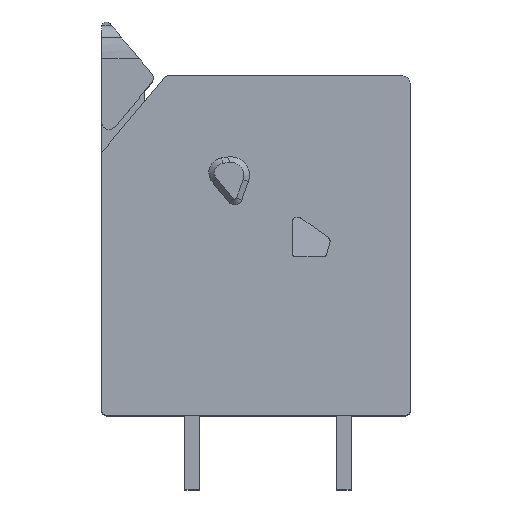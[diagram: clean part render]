
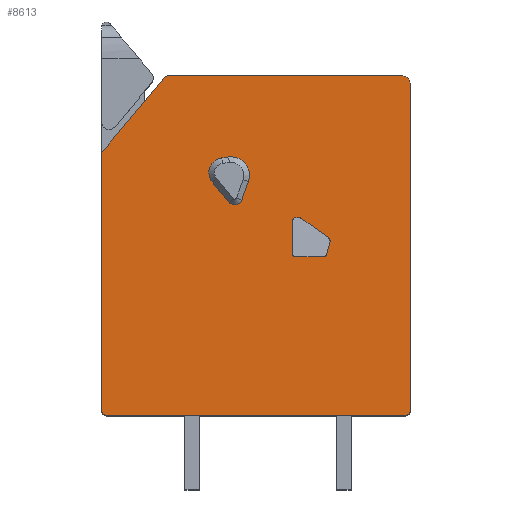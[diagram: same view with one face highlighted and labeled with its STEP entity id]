
A CAD part, top view. The second image highlights one B-rep face of the part: STEP entity #8613.
In plain terms, the highlighted planar face has unit normal (0, 0, 1).
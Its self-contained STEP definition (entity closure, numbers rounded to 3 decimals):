
#103=PLANE('',#9113);
#304=CIRCLE('',#8921,0.3);
#346=CIRCLE('',#9002,0.3);
#390=CIRCLE('',#9074,0.3);
#391=CIRCLE('',#9077,0.3);
#393=CIRCLE('',#9081,0.5);
#422=CIRCLE('',#9112,0.3);
#423=CIRCLE('',#9114,0.2);
#424=CIRCLE('',#9115,0.2);
#425=CIRCLE('',#9116,0.3);
#426=CIRCLE('',#9117,0.3);
#427=CIRCLE('',#9118,1.);
#428=CIRCLE('',#9119,0.4);
#429=CIRCLE('',#9120,0.8);
#1052=ORIENTED_EDGE('',*,*,#2839,.F.);
#1053=ORIENTED_EDGE('',*,*,#2840,.F.);
#1054=ORIENTED_EDGE('',*,*,#2841,.F.);
#1055=ORIENTED_EDGE('',*,*,#2842,.F.);
#1056=ORIENTED_EDGE('',*,*,#2418,.F.);
#1057=ORIENTED_EDGE('',*,*,#2843,.T.);
#1058=ORIENTED_EDGE('',*,*,#2844,.F.);
#1059=ORIENTED_EDGE('',*,*,#2845,.F.);
#1060=ORIENTED_EDGE('',*,*,#2846,.F.);
#1061=ORIENTED_EDGE('',*,*,#2847,.F.);
#1062=ORIENTED_EDGE('',*,*,#2848,.F.);
#1063=ORIENTED_EDGE('',*,*,#2849,.F.);
#1064=ORIENTED_EDGE('',*,*,#2850,.F.);
#1065=ORIENTED_EDGE('',*,*,#2851,.F.);
#1066=ORIENTED_EDGE('',*,*,#2852,.F.);
#1067=ORIENTED_EDGE('',*,*,#2853,.F.);
#1068=ORIENTED_EDGE('',*,*,#2561,.T.);
#1069=ORIENTED_EDGE('',*,*,#2595,.T.);
#1070=ORIENTED_EDGE('',*,*,#2747,.T.);
#1071=ORIENTED_EDGE('',*,*,#2756,.T.);
#1072=ORIENTED_EDGE('',*,*,#2758,.T.);
#1073=ORIENTED_EDGE('',*,*,#2772,.T.);
#1074=ORIENTED_EDGE('',*,*,#2776,.T.);
#1075=ORIENTED_EDGE('',*,*,#2836,.T.);
#1076=ORIENTED_EDGE('',*,*,#2838,.T.);
#1077=ORIENTED_EDGE('',*,*,#2604,.T.);
#2418=EDGE_CURVE('',#3342,#3340,#304,.T.);
#2561=EDGE_CURVE('',#3471,#3470,#346,.T.);
#2595=EDGE_CURVE('',#3470,#3502,#4029,.T.);
#2604=EDGE_CURVE('',#3509,#3471,#4037,.T.);
#2747=EDGE_CURVE('',#3502,#3633,#390,.T.);
#2756=EDGE_CURVE('',#3633,#3637,#4139,.T.);
#2758=EDGE_CURVE('',#3637,#3638,#391,.T.);
#2772=EDGE_CURVE('',#3638,#3646,#4152,.T.);
#2776=EDGE_CURVE('',#3646,#3648,#393,.T.);
#2836=EDGE_CURVE('',#3648,#3707,#4186,.T.);
#2838=EDGE_CURVE('',#3707,#3509,#422,.T.);
#2839=EDGE_CURVE('',#3708,#3709,#423,.T.);
#2840=EDGE_CURVE('',#3710,#3708,#4187,.T.);
#2841=EDGE_CURVE('',#3711,#3710,#424,.T.);
#2842=EDGE_CURVE('',#3340,#3711,#4188,.T.);
#2843=EDGE_CURVE('',#3342,#3712,#4189,.T.);
#2844=EDGE_CURVE('',#3713,#3712,#425,.T.);
#2845=EDGE_CURVE('',#3714,#3713,#4190,.T.);
#2846=EDGE_CURVE('',#3715,#3714,#426,.T.);
#2847=EDGE_CURVE('',#3709,#3715,#4191,.T.);
#2848=EDGE_CURVE('',#3716,#3717,#4192,.T.);
#2849=EDGE_CURVE('',#3718,#3716,#427,.T.);
#2850=EDGE_CURVE('',#3719,#3718,#4193,.T.);
#2851=EDGE_CURVE('',#3720,#3719,#428,.T.);
#2852=EDGE_CURVE('',#3721,#3720,#4194,.T.);
#2853=EDGE_CURVE('',#3717,#3721,#429,.T.);
#3340=VERTEX_POINT('',#11407);
#3342=VERTEX_POINT('',#11411);
#3470=VERTEX_POINT('',#11739);
#3471=VERTEX_POINT('',#11741);
#3502=VERTEX_POINT('',#11806);
#3509=VERTEX_POINT('',#11824);
#3633=VERTEX_POINT('',#12170);
#3637=VERTEX_POINT('',#12184);
#3638=VERTEX_POINT('',#12188);
#3646=VERTEX_POINT('',#12223);
#3648=VERTEX_POINT('',#12236);
#3707=VERTEX_POINT('',#12356);
#3708=VERTEX_POINT('',#12363);
#3709=VERTEX_POINT('',#12364);
#3710=VERTEX_POINT('',#12366);
#3711=VERTEX_POINT('',#12368);
#3712=VERTEX_POINT('',#12371);
#3713=VERTEX_POINT('',#12373);
#3714=VERTEX_POINT('',#12375);
#3715=VERTEX_POINT('',#12377);
#3716=VERTEX_POINT('',#12380);
#3717=VERTEX_POINT('',#12381);
#3718=VERTEX_POINT('',#12383);
#3719=VERTEX_POINT('',#12385);
#3720=VERTEX_POINT('',#12387);
#3721=VERTEX_POINT('',#12389);
#4029=LINE('',#11807,#4651);
#4037=LINE('',#11823,#4659);
#4139=LINE('',#12185,#4761);
#4152=LINE('',#12224,#4774);
#4186=LINE('',#12357,#4808);
#4187=LINE('',#12365,#4809);
#4188=LINE('',#12369,#4810);
#4189=LINE('',#12370,#4811);
#4190=LINE('',#12374,#4812);
#4191=LINE('',#12378,#4813);
#4192=LINE('',#12379,#4814);
#4193=LINE('',#12384,#4815);
#4194=LINE('',#12388,#4816);
#4651=VECTOR('',#9828,1000.);
#4659=VECTOR('',#9840,1000.);
#4761=VECTOR('',#10060,1000.);
#4774=VECTOR('',#10079,1000.);
#4808=VECTOR('',#10175,1000.);
#4809=VECTOR('',#10186,1000.);
#4810=VECTOR('',#10189,1000.);
#4811=VECTOR('',#10190,1000.);
#4812=VECTOR('',#10193,1000.);
#4813=VECTOR('',#10196,1000.);
#4814=VECTOR('',#10197,1000.);
#4815=VECTOR('',#10200,1000.);
#4816=VECTOR('',#10203,1000.);
#5249=EDGE_LOOP('',(#1052,#1053,#1054,#1055,#1056,#1057,#1058,#1059,#1060,
#1061));
#5250=EDGE_LOOP('',(#1062,#1063,#1064,#1065,#1066,#1067));
#5251=EDGE_LOOP('',(#1068,#1069,#1070,#1071,#1072,#1073,#1074,#1075,#1076,
#1077));
#5632=FACE_BOUND('',#5249,.T.);
#5633=FACE_BOUND('',#5250,.T.);
#5634=FACE_BOUND('',#5251,.T.);
#8613=ADVANCED_FACE('',(#5632,#5633,#5634),#103,.T.);
#8921=AXIS2_PLACEMENT_3D('',#11412,#9547,#9548);
#9002=AXIS2_PLACEMENT_3D('',#11740,#9780,#9781);
#9074=AXIS2_PLACEMENT_3D('',#12171,#10048,#10049);
#9077=AXIS2_PLACEMENT_3D('',#12189,#10064,#10065);
#9081=AXIS2_PLACEMENT_3D('',#12237,#10085,#10086);
#9112=AXIS2_PLACEMENT_3D('',#12360,#10180,#10181);
#9113=AXIS2_PLACEMENT_3D('',#12361,#10182,#10183);
#9114=AXIS2_PLACEMENT_3D('',#12362,#10184,#10185);
#9115=AXIS2_PLACEMENT_3D('',#12367,#10187,#10188);
#9116=AXIS2_PLACEMENT_3D('',#12372,#10191,#10192);
#9117=AXIS2_PLACEMENT_3D('',#12376,#10194,#10195);
#9118=AXIS2_PLACEMENT_3D('',#12382,#10198,#10199);
#9119=AXIS2_PLACEMENT_3D('',#12386,#10201,#10202);
#9120=AXIS2_PLACEMENT_3D('',#12390,#10204,#10205);
#9547=DIRECTION('',(0.,0.,1.));
#9548=DIRECTION('',(1.,0.,0.));
#9780=DIRECTION('',(0.,0.,1.));
#9781=DIRECTION('',(1.,0.,0.));
#9828=DIRECTION('',(0.,-1.,0.));
#9840=DIRECTION('',(-0.643,-0.766,0.));
#10048=DIRECTION('',(0.,0.,1.));
#10049=DIRECTION('',(1.,0.,0.));
#10060=DIRECTION('',(1.,0.,0.));
#10064=DIRECTION('',(0.,0.,1.));
#10065=DIRECTION('',(1.,0.,0.));
#10079=DIRECTION('',(0.,1.,0.));
#10085=DIRECTION('',(0.,0.,1.));
#10086=DIRECTION('',(1.,0.,0.));
#10175=DIRECTION('',(-1.,0.,0.));
#10180=DIRECTION('',(0.,0.,1.));
#10181=DIRECTION('',(1.,0.,0.));
#10182=DIRECTION('',(0.,0.,1.));
#10183=DIRECTION('',(1.,0.,0.));
#10184=DIRECTION('',(0.,0.,1.));
#10185=DIRECTION('',(1.,0.,0.));
#10186=DIRECTION('',(1.,0.,0.));
#10187=DIRECTION('',(0.,0.,1.));
#10188=DIRECTION('',(1.,0.,0.));
#10189=DIRECTION('',(0.,-1.,0.));
#10190=DIRECTION('',(1.,0.,0.));
#10191=DIRECTION('',(0.,0.,1.));
#10192=DIRECTION('',(1.,0.,0.));
#10193=DIRECTION('',(-0.819,0.574,0.));
#10194=DIRECTION('',(0.,0.,1.));
#10195=DIRECTION('',(1.,0.,0.));
#10196=DIRECTION('',(0.259,0.966,0.));
#10197=DIRECTION('',(-0.992,-0.128,0.));
#10198=DIRECTION('',(0.,0.,1.));
#10199=DIRECTION('',(1.,0.,0.));
#10200=DIRECTION('',(0.343,0.939,0.));
#10201=DIRECTION('',(0.,0.,1.));
#10202=DIRECTION('',(1.,0.,0.));
#10203=DIRECTION('',(0.638,-0.77,0.));
#10204=DIRECTION('',(0.,0.,1.));
#10205=DIRECTION('',(1.,0.,0.));
#11407=CARTESIAN_POINT('',(-2.8,10.444,15.));
#11411=CARTESIAN_POINT('',(-2.657,10.7,15.));
#11412=CARTESIAN_POINT('',(-2.5,10.444,15.));
#11739=CARTESIAN_POINT('',(-13.1,14.12,15.));
#11740=CARTESIAN_POINT('',(-12.8,14.12,15.));
#11741=CARTESIAN_POINT('',(-13.03,14.313,15.));
#11806=CARTESIAN_POINT('',(-13.1,0.3,15.));
#11807=CARTESIAN_POINT('',(-13.1,14.12,15.));
#11823=CARTESIAN_POINT('',(-9.69,18.293,15.));
#11824=CARTESIAN_POINT('',(-9.69,18.293,15.));
#12170=CARTESIAN_POINT('',(-12.8,0.,15.));
#12171=CARTESIAN_POINT('',(-12.8,0.3,15.));
#12184=CARTESIAN_POINT('',(3.3,0.,15.));
#12185=CARTESIAN_POINT('',(-12.8,0.,15.));
#12188=CARTESIAN_POINT('',(3.6,0.3,15.));
#12189=CARTESIAN_POINT('',(3.3,0.3,15.));
#12223=CARTESIAN_POINT('',(3.6,17.9,15.));
#12224=CARTESIAN_POINT('',(3.6,0.3,15.));
#12236=CARTESIAN_POINT('',(3.1,18.4,15.));
#12237=CARTESIAN_POINT('',(3.1,17.9,15.));
#12356=CARTESIAN_POINT('',(-9.46,18.4,15.));
#12357=CARTESIAN_POINT('',(3.1,18.4,15.));
#12360=CARTESIAN_POINT('',(-9.46,18.1,15.));
#12361=CARTESIAN_POINT('',(-12.8,14.12,15.));
#12362=CARTESIAN_POINT('',(-1.108,8.8,15.));
#12363=CARTESIAN_POINT('',(-1.108,8.6,15.));
#12364=CARTESIAN_POINT('',(-0.915,8.748,15.));
#12365=CARTESIAN_POINT('',(-2.6,8.6,15.));
#12366=CARTESIAN_POINT('',(-2.6,8.6,15.));
#12367=CARTESIAN_POINT('',(-2.6,8.8,15.));
#12368=CARTESIAN_POINT('',(-2.8,8.8,15.));
#12369=CARTESIAN_POINT('',(-2.8,10.444,15.));
#12370=CARTESIAN_POINT('',(-3.,10.7,15.));
#12371=CARTESIAN_POINT('',(-2.343,10.7,15.));
#12372=CARTESIAN_POINT('',(-2.5,10.444,15.));
#12373=CARTESIAN_POINT('',(-2.328,10.69,15.));
#12374=CARTESIAN_POINT('',(-0.872,9.67,15.));
#12375=CARTESIAN_POINT('',(-0.872,9.67,15.));
#12376=CARTESIAN_POINT('',(-1.044,9.425,15.));
#12377=CARTESIAN_POINT('',(-0.754,9.347,15.));
#12378=CARTESIAN_POINT('',(-0.915,8.748,15.));
#12379=CARTESIAN_POINT('',(-6.228,13.992,15.));
#12380=CARTESIAN_POINT('',(-6.228,13.992,15.));
#12381=CARTESIAN_POINT('',(-6.602,13.943,15.));
#12382=CARTESIAN_POINT('',(-6.1,13.,15.));
#12383=CARTESIAN_POINT('',(-5.161,12.657,15.));
#12384=CARTESIAN_POINT('',(-5.524,11.663,15.));
#12385=CARTESIAN_POINT('',(-5.524,11.663,15.));
#12386=CARTESIAN_POINT('',(-5.9,11.8,15.));
#12387=CARTESIAN_POINT('',(-6.208,11.545,15.));
#12388=CARTESIAN_POINT('',(-7.116,12.639,15.));
#12389=CARTESIAN_POINT('',(-7.116,12.639,15.));
#12390=CARTESIAN_POINT('',(-6.5,13.15,15.));
